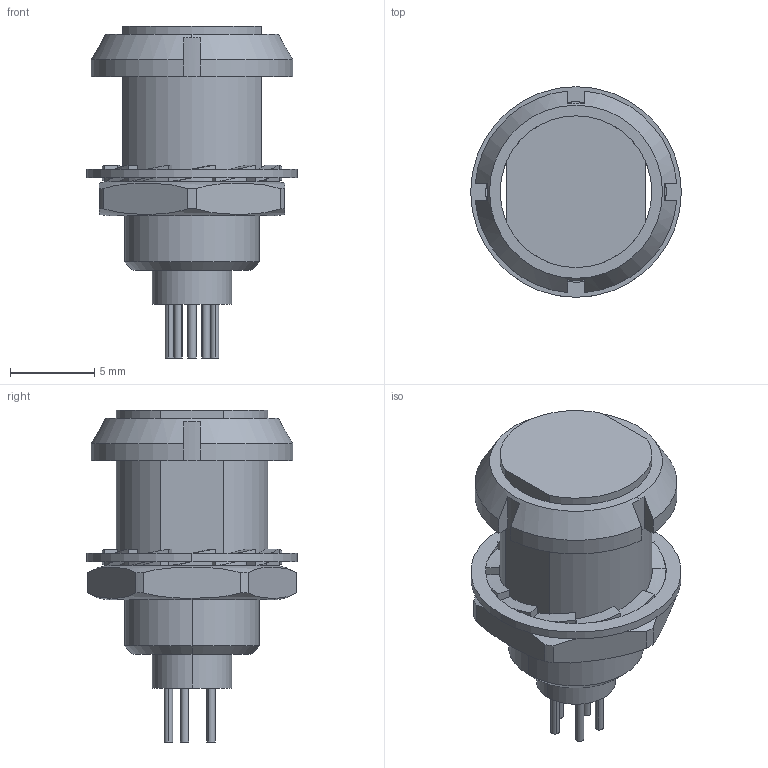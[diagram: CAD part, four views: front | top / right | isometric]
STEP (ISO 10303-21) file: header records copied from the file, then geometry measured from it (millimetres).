
FILE_DESCRIPTION(('FreeCAD Model'),'2;1');
FILE_NAME('LEMO_ECB.0B.305.CLN.step', '2019-10-29T08:57:14',('kicad StepUp'),('ksu MCAD'), 'Open CASCADE STEP processor 7.3','FreeCAD','Unknown');
FILE_SCHEMA(('AUTOMOTIVE_DESIGN { 1 0 10303 214 1 1 1 1 }'));
Length unit declared in the file: millimetre
Products named in the file (1): LEMO_ECB.0B.305.CLN
Bounding box: 12.5 x 12.5 x 19.7 mm (x, y, z)
Volume: 1088.1 mm3; surface area: 1172.6 mm2
Topology: 4 solids, 4 shells, 178 faces, 464 edges, 300 vertices
Faces by surface type: cylinder 90, plane 54, bspline 28, cone 6
Entity records: 7594 total; most frequent: CARTESIAN_POINT 2223, ORIENTED_EDGE 928, DIRECTION 760, EDGE_CURVE 464, VERTEX_POINT 300, AXIS2_PLACEMENT_3D 289, FACE_BOUND 190, EDGE_LOOP 190
